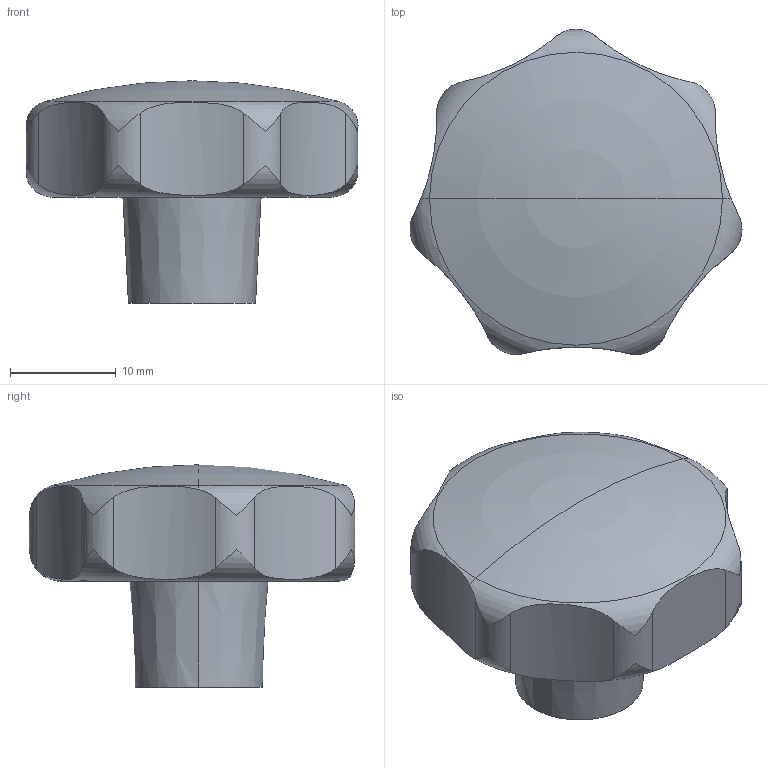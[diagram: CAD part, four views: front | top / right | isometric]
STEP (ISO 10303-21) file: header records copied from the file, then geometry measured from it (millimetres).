
FILE_DESCRIPTION(('STEP AP214'),'1');
FILE_NAME(' ',' ',('TraceParts'),('TraceParts S.A.'),'XStep 1.0',' ',' ');
FILE_SCHEMA(('automotive_design'));
Length unit declared in the file: millimetre
Products named in the file (1): 1
Bounding box: 31.35 x 30.71 x 21 mm (x, y, z)
Volume: 7995.1 mm3; surface area: 2554.7 mm2
Topology: 1 solids, 1 shells, 25 faces, 79 edges, 55 vertices
Faces by surface type: cylinder 15, torus 4, sphere 2, cone 2, plane 2
Entity records: 2067 total; most frequent: CARTESIAN_POINT 560, STYLED_ITEM 158, PRESENTATION_STYLE_ASSIGNMENT 158, COLOUR_RGB 158, ORIENTED_EDGE 154, DIRECTION 97, EDGE_CURVE 77, CURVE_STYLE 77
